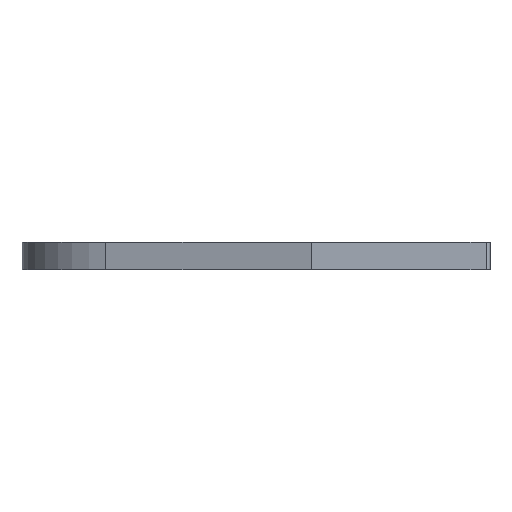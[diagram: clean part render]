
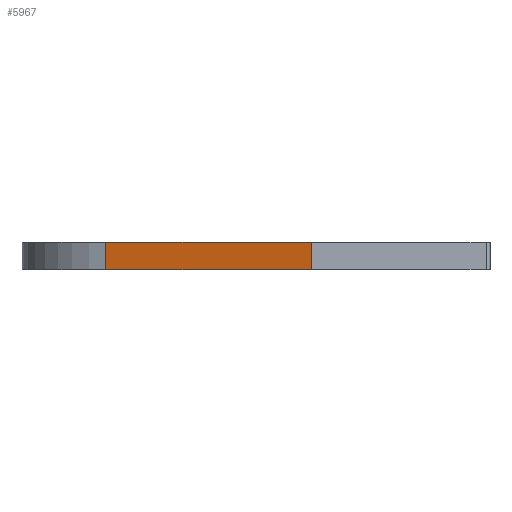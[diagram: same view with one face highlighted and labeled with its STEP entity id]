
A CAD part, left-side view. The second image highlights one B-rep face of the part: STEP entity #5967.
In plain terms, the highlighted planar face has unit normal (-0.971, 0.238, 0).
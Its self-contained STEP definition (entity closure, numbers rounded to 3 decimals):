
#44 = PLANE('',#45);
#45 = AXIS2_PLACEMENT_3D('',#46,#47,#48);
#46 = CARTESIAN_POINT('',(0.,29.373,0.));
#47 = DIRECTION('',(0.,0.,1.));
#48 = DIRECTION('',(1.,0.,0.));
#100 = PLANE('',#101);
#101 = AXIS2_PLACEMENT_3D('',#102,#103,#104);
#102 = CARTESIAN_POINT('',(0.,29.373,7.));
#103 = DIRECTION('',(0.,0.,1.));
#104 = DIRECTION('',(1.,0.,0.));
#419 = VERTEX_POINT('',#420);
#420 = CARTESIAN_POINT('',(-27.197,75.057,0.));
#435 = CYLINDRICAL_SURFACE('',#436,28.);
#436 = AXIS2_PLACEMENT_3D('',#437,#438,#439);
#437 = CARTESIAN_POINT('',(0.,68.4,0.));
#438 = DIRECTION('',(-0.,-0.,-1.));
#439 = DIRECTION('',(1.,0.,0.));
#447 = EDGE_CURVE('',#448,#419,#450,.T.);
#448 = VERTEX_POINT('',#449);
#449 = CARTESIAN_POINT('',(-40.,22.75,0.));
#450 = SURFACE_CURVE('',#451,(#455,#462),.PCURVE_S1.);
#451 = LINE('',#452,#453);
#452 = CARTESIAN_POINT('',(-40.,22.75,0.));
#453 = VECTOR('',#454,1.);
#454 = DIRECTION('',(0.238,0.971,0.));
#455 = PCURVE('',#44,#456);
#456 = DEFINITIONAL_REPRESENTATION('',(#457),#461);
#457 = LINE('',#458,#459);
#458 = CARTESIAN_POINT('',(-40.,-6.623));
#459 = VECTOR('',#460,1.);
#460 = DIRECTION('',(0.238,0.971));
#461 = ( GEOMETRIC_REPRESENTATION_CONTEXT(2) 
PARAMETRIC_REPRESENTATION_CONTEXT() REPRESENTATION_CONTEXT('2D SPACE',''
  ) );
#462 = PCURVE('',#463,#468);
#463 = PLANE('',#464);
#464 = AXIS2_PLACEMENT_3D('',#465,#466,#467);
#465 = CARTESIAN_POINT('',(-40.,22.75,0.));
#466 = DIRECTION('',(-0.971,0.238,0.));
#467 = DIRECTION('',(0.238,0.971,0.));
#468 = DEFINITIONAL_REPRESENTATION('',(#469),#473);
#469 = LINE('',#470,#471);
#470 = CARTESIAN_POINT('',(0.,0.));
#471 = VECTOR('',#472,1.);
#472 = DIRECTION('',(1.,0.));
#473 = ( GEOMETRIC_REPRESENTATION_CONTEXT(2) 
PARAMETRIC_REPRESENTATION_CONTEXT() REPRESENTATION_CONTEXT('2D SPACE',''
  ) );
#491 = PLANE('',#492);
#492 = AXIS2_PLACEMENT_3D('',#493,#494,#495);
#493 = CARTESIAN_POINT('',(-40.,-22.75,0.));
#494 = DIRECTION('',(-1.,0.,0.));
#495 = DIRECTION('',(0.,1.,0.));
#1610 = VERTEX_POINT('',#1611);
#1611 = CARTESIAN_POINT('',(-27.197,75.057,7.));
#1633 = EDGE_CURVE('',#1634,#1610,#1636,.T.);
#1634 = VERTEX_POINT('',#1635);
#1635 = CARTESIAN_POINT('',(-40.,22.75,7.));
#1636 = SURFACE_CURVE('',#1637,(#1641,#1648),.PCURVE_S1.);
#1637 = LINE('',#1638,#1639);
#1638 = CARTESIAN_POINT('',(-40.,22.75,7.));
#1639 = VECTOR('',#1640,1.);
#1640 = DIRECTION('',(0.238,0.971,0.));
#1641 = PCURVE('',#100,#1642);
#1642 = DEFINITIONAL_REPRESENTATION('',(#1643),#1647);
#1643 = LINE('',#1644,#1645);
#1644 = CARTESIAN_POINT('',(-40.,-6.623));
#1645 = VECTOR('',#1646,1.);
#1646 = DIRECTION('',(0.238,0.971));
#1647 = ( GEOMETRIC_REPRESENTATION_CONTEXT(2) 
PARAMETRIC_REPRESENTATION_CONTEXT() REPRESENTATION_CONTEXT('2D SPACE',''
  ) );
#1648 = PCURVE('',#463,#1649);
#1649 = DEFINITIONAL_REPRESENTATION('',(#1650),#1654);
#1650 = LINE('',#1651,#1652);
#1651 = CARTESIAN_POINT('',(0.,-7.));
#1652 = VECTOR('',#1653,1.);
#1653 = DIRECTION('',(1.,0.));
#1654 = ( GEOMETRIC_REPRESENTATION_CONTEXT(2) 
PARAMETRIC_REPRESENTATION_CONTEXT() REPRESENTATION_CONTEXT('2D SPACE',''
  ) );
#5946 = EDGE_CURVE('',#419,#1610,#5947,.T.);
#5947 = SURFACE_CURVE('',#5948,(#5952,#5959),.PCURVE_S1.);
#5948 = LINE('',#5949,#5950);
#5949 = CARTESIAN_POINT('',(-27.197,75.057,0.));
#5950 = VECTOR('',#5951,1.);
#5951 = DIRECTION('',(0.,0.,1.));
#5952 = PCURVE('',#435,#5953);
#5953 = DEFINITIONAL_REPRESENTATION('',(#5954),#5958);
#5954 = LINE('',#5955,#5956);
#5955 = CARTESIAN_POINT('',(-2.902,0.));
#5956 = VECTOR('',#5957,1.);
#5957 = DIRECTION('',(-0.,-1.));
#5958 = ( GEOMETRIC_REPRESENTATION_CONTEXT(2) 
PARAMETRIC_REPRESENTATION_CONTEXT() REPRESENTATION_CONTEXT('2D SPACE',''
  ) );
#5959 = PCURVE('',#463,#5960);
#5960 = DEFINITIONAL_REPRESENTATION('',(#5961),#5965);
#5961 = LINE('',#5962,#5963);
#5962 = CARTESIAN_POINT('',(53.851,0.));
#5963 = VECTOR('',#5964,1.);
#5964 = DIRECTION('',(0.,-1.));
#5965 = ( GEOMETRIC_REPRESENTATION_CONTEXT(2) 
PARAMETRIC_REPRESENTATION_CONTEXT() REPRESENTATION_CONTEXT('2D SPACE',''
  ) );
#5967 = ADVANCED_FACE('',(#5968),#463,.T.);
#5968 = FACE_BOUND('',#5969,.T.);
#5969 = EDGE_LOOP('',(#5970,#5991,#5992,#5993));
#5970 = ORIENTED_EDGE('',*,*,#5971,.T.);
#5971 = EDGE_CURVE('',#448,#1634,#5972,.T.);
#5972 = SURFACE_CURVE('',#5973,(#5977,#5984),.PCURVE_S1.);
#5973 = LINE('',#5974,#5975);
#5974 = CARTESIAN_POINT('',(-40.,22.75,0.));
#5975 = VECTOR('',#5976,1.);
#5976 = DIRECTION('',(0.,0.,1.));
#5977 = PCURVE('',#463,#5978);
#5978 = DEFINITIONAL_REPRESENTATION('',(#5979),#5983);
#5979 = LINE('',#5980,#5981);
#5980 = CARTESIAN_POINT('',(0.,0.));
#5981 = VECTOR('',#5982,1.);
#5982 = DIRECTION('',(0.,-1.));
#5983 = ( GEOMETRIC_REPRESENTATION_CONTEXT(2) 
PARAMETRIC_REPRESENTATION_CONTEXT() REPRESENTATION_CONTEXT('2D SPACE',''
  ) );
#5984 = PCURVE('',#491,#5985);
#5985 = DEFINITIONAL_REPRESENTATION('',(#5986),#5990);
#5986 = LINE('',#5987,#5988);
#5987 = CARTESIAN_POINT('',(45.5,0.));
#5988 = VECTOR('',#5989,1.);
#5989 = DIRECTION('',(0.,-1.));
#5990 = ( GEOMETRIC_REPRESENTATION_CONTEXT(2) 
PARAMETRIC_REPRESENTATION_CONTEXT() REPRESENTATION_CONTEXT('2D SPACE',''
  ) );
#5991 = ORIENTED_EDGE('',*,*,#1633,.T.);
#5992 = ORIENTED_EDGE('',*,*,#5946,.F.);
#5993 = ORIENTED_EDGE('',*,*,#447,.F.);
